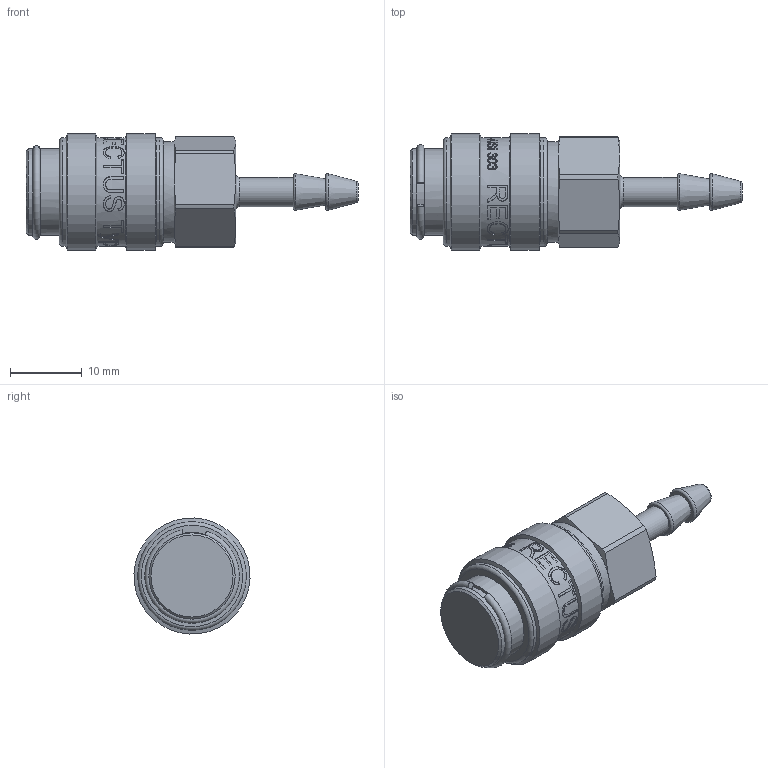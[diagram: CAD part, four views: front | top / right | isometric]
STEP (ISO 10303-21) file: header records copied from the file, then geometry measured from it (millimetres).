
FILE_DESCRIPTION((''),'2;1');
FILE_NAME('21katf04rvx.stp','2013-04-29T10:14:50',('IA176480'),(''),'Autodesk Inventor 2011','Autodesk Inventor 2011','');
FILE_SCHEMA(('AUTOMOTIVE_DESIGN { 1 0 10303 214 1 1 1 1 }'));
Length unit declared in the file: millimetre
Products named in the file (1): D106502
Bounding box: 46.15 x 16.13 x 16.13 mm (x, y, z)
Volume: 4913.6 mm3; surface area: 3413.9 mm2
Topology: 2 solids, 4 shells, 402 faces, 1020 edges, 670 vertices
Faces by surface type: bspline 174, plane 132, cylinder 61, cone 27, torus 8
Full cylindrical faces by diameter (mm): 4.05 x1, 10.743 x1, 11.15 x1, 11.4 x1, 12 x3, 12.15 x2, 14 x3, 15.1 x3, 16.15 x2
Entity records: 55983 total; most frequent: CARTESIAN_POINT 47415, ORIENTED_EDGE 1944, DIRECTION 1088, EDGE_CURVE 972, VERTEX_POINT 662, EDGE_LOOP 492, B_SPLINE_CURVE_WITH_KNOTS 459, FACE_OUTER_BOUND 402
